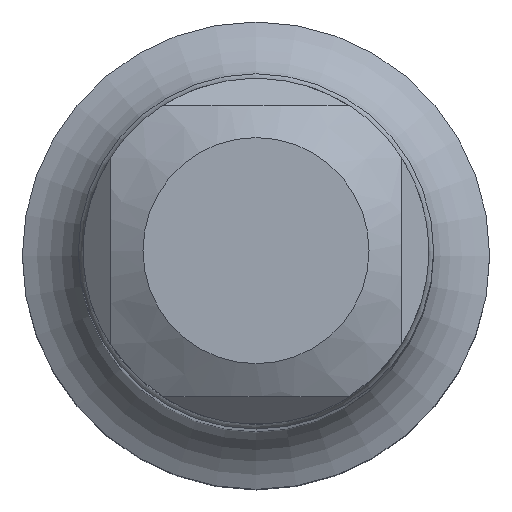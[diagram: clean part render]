
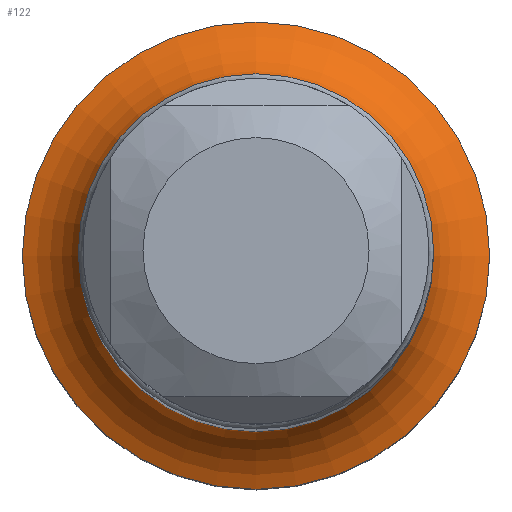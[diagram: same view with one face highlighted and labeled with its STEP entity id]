
A CAD part, top view. The second image highlights one B-rep face of the part: STEP entity #122.
In plain terms, the highlighted toroidal (fillet/blend) face has major radius 8.25 mm and minor radius 3 mm.
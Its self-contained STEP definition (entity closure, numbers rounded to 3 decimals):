
#58=TOROIDAL_SURFACE('',#412,8.25,3.);
#68=FACE_BOUND('',#172,.T.);
#69=FACE_BOUND('',#173,.T.);
#122=ADVANCED_FACE('NONE',(#68,#69),#58,.F.);
#172=EDGE_LOOP('',(#242));
#173=EDGE_LOOP('',(#243));
#242=ORIENTED_EDGE('',*,*,#312,.T.);
#243=ORIENTED_EDGE('',*,*,#304,.F.);
#273=VERTEX_POINT('',#610);
#277=VERTEX_POINT('',#627);
#304=EDGE_CURVE('NONE',#273,#273,#319,.T.);
#312=EDGE_CURVE('NONE',#277,#277,#327,.T.);
#319=CIRCLE('',#398,7.235);
#327=CIRCLE('',#411,5.25);
#398=AXIS2_PLACEMENT_3D('',#609,#473,#474);
#411=AXIS2_PLACEMENT_3D('',#626,#499,#500);
#412=AXIS2_PLACEMENT_3D('',#628,#501,#502);
#473=DIRECTION('',(0.,0.,-1.));
#474=DIRECTION('',(0.,1.,0.));
#499=DIRECTION('',(0.,0.,-1.));
#500=DIRECTION('',(-1.,0.,0.));
#501=DIRECTION('',(0.,0.,-1.));
#502=DIRECTION('',(-1.,0.,0.));
#609=CARTESIAN_POINT('',(0.,0.,-90.));
#610=CARTESIAN_POINT('',(0.,7.235,-90.));
#626=CARTESIAN_POINT('',(0.,0.,-87.177));
#627=CARTESIAN_POINT('',(-5.25,0.,-87.177));
#628=CARTESIAN_POINT('',(0.,0.,-87.177));
